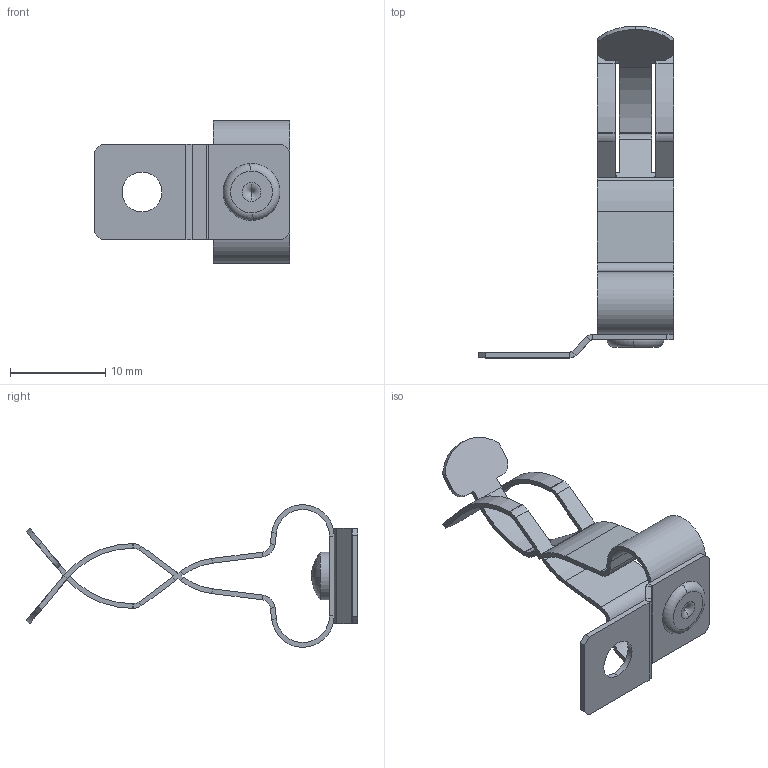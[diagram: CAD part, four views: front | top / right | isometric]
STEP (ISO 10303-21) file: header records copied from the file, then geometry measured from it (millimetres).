
FILE_DESCRIPTION (( 'STEP AP214' ), '1' );
FILE_NAME ('27247_0_SABKM_18_D_M4.STEP', '2018-09-20T06:40:28', ( 'Windows-Benutzer' ), ( '' ), 'SwSTEP 2.0', 'SolidWorks 2017', '' );
FILE_SCHEMA (( 'AUTOMOTIVE_DESIGN' ));
Length unit declared in the file: millimetre
Products named in the file (4): 27247_0_SABKM_18_D_M4; 17976_0_SABKM_18; 3x1,5_1mm Blechst„rke; bracket
Assembly tree (3 placements, depth 2):
  27247_0_SABKM_18_D_M4
    bracket
    3x1,5_1mm Blechst„rke
    17976_0_SABKM_18
Bounding box: 20.52 x 34.92 x 14.99 mm (x, y, z)
Volume: 461.1 mm3; surface area: 1824.1 mm2
Topology: 3 solids, 3 shells, 188 faces, 441 edges, 256 vertices
Faces by surface type: plane 122, cylinder 56, torus 4, bspline 4, sphere 2
Entity records: 5572 total; most frequent: CARTESIAN_POINT 959, DIRECTION 935, ORIENTED_EDGE 878, EDGE_CURVE 439, AXIS2_PLACEMENT_3D 316, VECTOR 303, LINE 303, VERTEX_POINT 256
